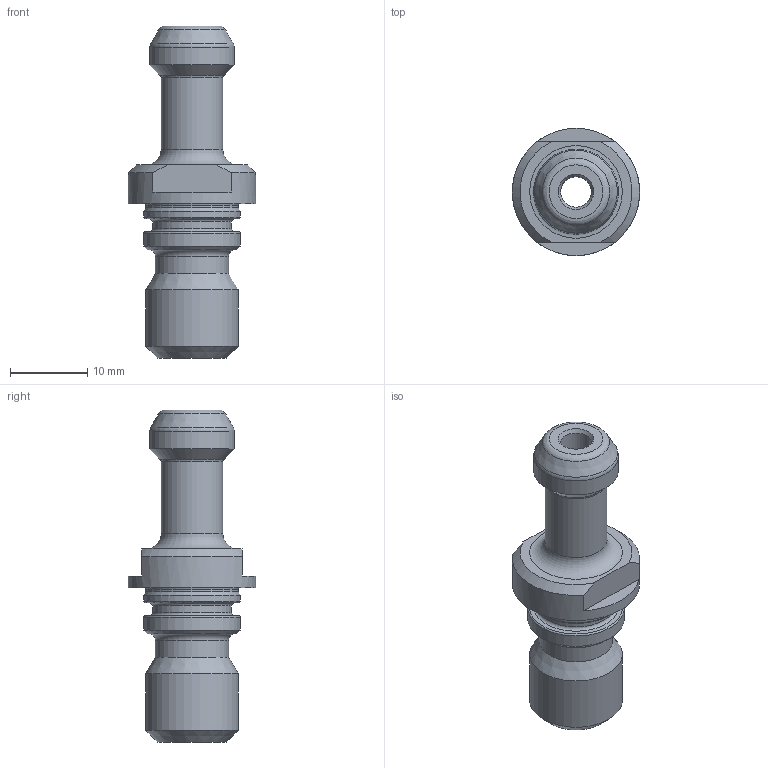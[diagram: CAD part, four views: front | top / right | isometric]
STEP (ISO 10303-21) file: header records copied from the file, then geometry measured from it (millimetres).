
FILE_DESCRIPTION(/* description */ (''),/* implementation_level */ '2;1');
FILE_NAME(/* name */ '1498459780708.stp',/* time_stamp */ '2017-06-26T08:49:44+02:00',/* author */ (''),/* organization */ ('SMS'),/* preprocessor_version */ 'ST-DEVELOPER v15',/* originating_system */ 'SIEMENS PLM Software NX 8.5',/* authorisation */ '');
FILE_SCHEMA (('AUTOMOTIVE_DESIGN { 1 0 10303 214 3 1 1 1 }'));
Length unit declared in the file: millimetre
Products named in the file (1): 201120096MOD000_00
Bounding box: 16.5 x 16.5 x 43 mm (x, y, z)
Volume: 3577.1 mm3; surface area: 2465.2 mm2
Topology: 1 solids, 1 shells, 43 faces, 96 edges, 59 vertices
Faces by surface type: cone 13, plane 10, cylinder 10, torus 10
Full cylindrical faces by diameter (mm): 4 x1, 8 x1, 9.5 x1, 10.2 x1, 11 x1, 12 x2, 12.5 x2, 16.5 x1
Entity records: 998 total; most frequent: DIRECTION 186, CARTESIAN_POINT 161, ORIENTED_EDGE 108, AXIS2_PLACEMENT_3D 89, EDGE_LOOP 80, FACE_BOUND 74, EDGE_CURVE 54, VERTEX_POINT 48
